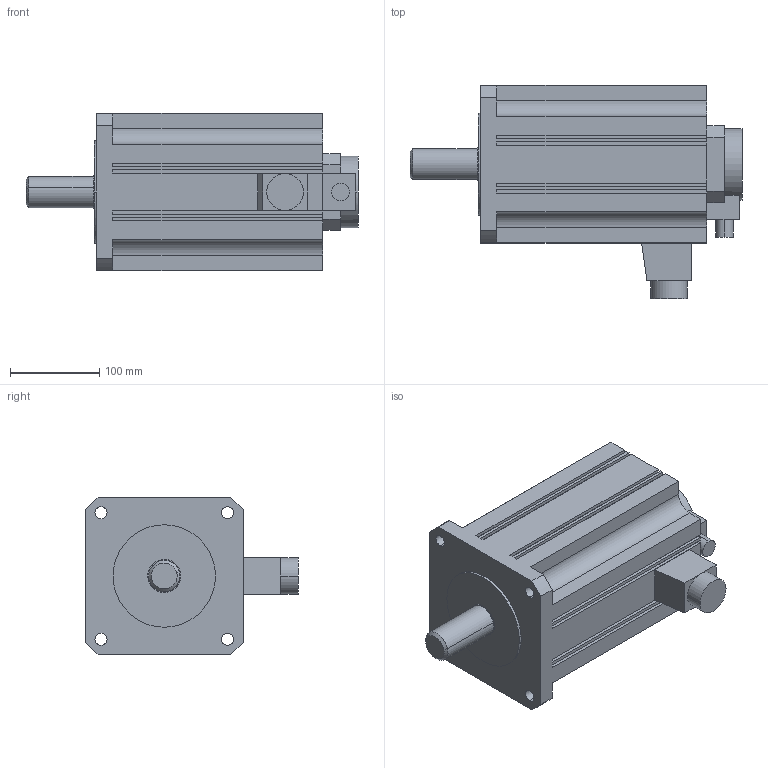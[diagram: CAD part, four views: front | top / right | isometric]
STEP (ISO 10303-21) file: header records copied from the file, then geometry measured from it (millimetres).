
FILE_DESCRIPTION (( 'STEP AP203' ), '1' );
FILE_NAME ('Servo-Motor-HC-SFS702-Aratron-STEP.step', '2002-08-21T14:50:27', ( 'Jimmy Richardsson' ), ( 'Cevican AB' ), 'SwSTEP 2.0', 'SolidWorks 2002002', '' );
FILE_SCHEMA (( 'CONFIG_CONTROL_DESIGN' ));
Length unit declared in the file: millimetre
Products named in the file (3): Servo-Motor-HC-SFS702-Aratron-STEP; Shaft-HC-SFS-Aratron; Body-HC-SFS-Aratron
Assembly tree (2 placements, depth 2):
  Servo-Motor-HC-SFS702-Aratron-STEP
    Shaft-HC-SFS-Aratron
    Body-HC-SFS-Aratron
Bounding box: 371 x 238 x 176 mm (x, y, z)
Volume: 7188182.7 mm3; surface area: 311277.4 mm2
Topology: 2 solids, 2 shells, 145 faces, 398 edges, 264 vertices
Faces by surface type: plane 111, cylinder 32, cone 2
Entity records: 4881 total; most frequent: CARTESIAN_POINT 811, ORIENTED_EDGE 796, DIRECTION 766, EDGE_CURVE 398, LINE 328, VECTOR 328, VERTEX_POINT 264, AXIS2_PLACEMENT_3D 219
